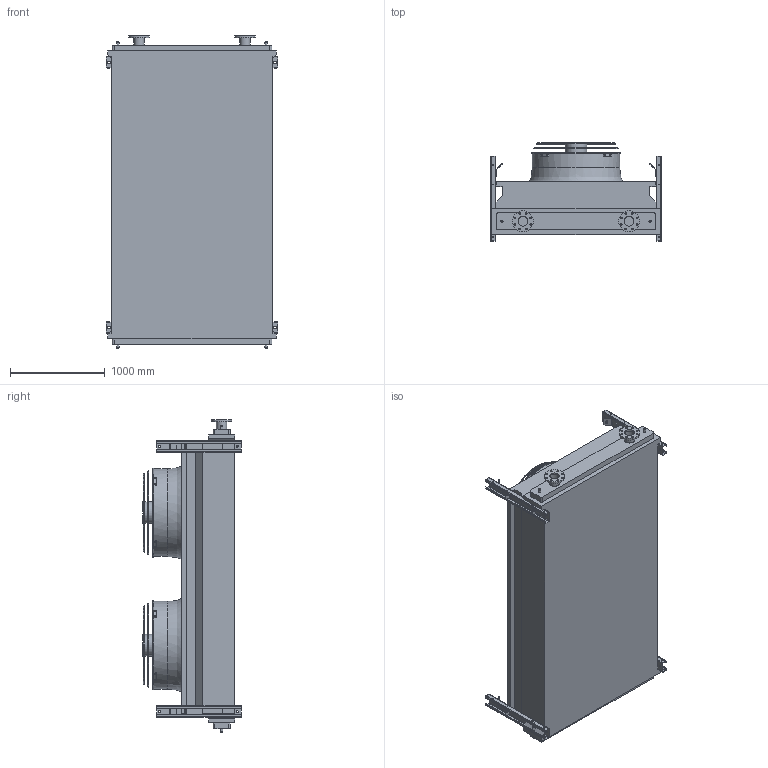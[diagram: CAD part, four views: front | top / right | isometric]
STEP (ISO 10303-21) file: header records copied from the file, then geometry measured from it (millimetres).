
FILE_DESCRIPTION (( 'STEP AP203' ), '1' );
FILE_NAME ('BOAM_02L_V_SS.STEP', '2017-03-30T07:12:13', ( 'Alfa Laval' ), ( 'Alfa Laval' ), 'SwSTEP 2.0', 'SolidWorks 2016', '' );
FILE_SCHEMA (( 'CONFIG_CONTROL_DESIGN' ));
Length unit declared in the file: millimetre
Products named in the file (4): BOAM_02L_V_SS; BOA_LIGHT_BOCF_42T_L_2M_SS; BOFE_HV_LIGHT_BOM2L; BOFA_LIGHT_�910 IEC
Assembly tree (4 placements, depth 2):
  BOAM_02L_V_SS
    BOA_LIGHT_BOCF_42T_L_2M_SS
    BOFE_HV_LIGHT_BOM2L
    BOFA_LIGHT_�910 IEC  x2
Bounding box: 1806 x 1040 x 3298 mm (x, y, z)
Volume: 3202175857.3 mm3; surface area: 23356755 mm2
Topology: 43 solids, 45 shells, 728 faces, 1816 edges, 1202 vertices
Faces by surface type: plane 350, cylinder 254, torus 110, cone 12, bspline 2
Full cylindrical faces by diameter (mm): 14 x24, 18 x16, 20 x8, 25 x4, 28 x12, 103 x2, 108 x2, 220 x2, 228 x2, 236 x2, 262.56 x2, 276 x2, 308 x2, 328 x2, 406.8 x2, 426.8 x2, 505.6 x2, 525.6 x2, 604.4 x2, 624.4 x2, 703.2 x2, 723.2 x2, 802 x2, 926 x2
Entity records: 18790 total; most frequent: CARTESIAN_POINT 4983, DIRECTION 2857, ORIENTED_EDGE 2534, EDGE_CURVE 1267, AXIS2_PLACEMENT_3D 1092, VERTEX_POINT 891, EDGE_LOOP 826, VECTOR 673
